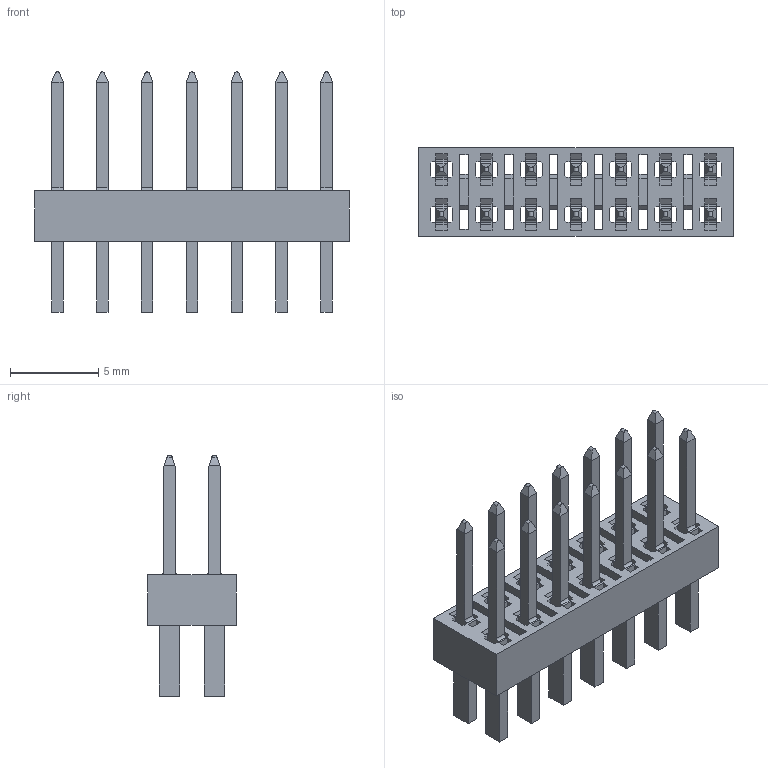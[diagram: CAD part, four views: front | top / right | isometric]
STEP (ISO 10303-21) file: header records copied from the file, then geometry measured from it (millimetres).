
FILE_DESCRIPTION(('STEP AP214'),'1');
FILE_NAME('215447-7.stp','2017-08-22T04:44:45',('TraceParts'),('TraceParts S.A.'),'Spatial InterOp 3D',' ',' ');
FILE_SCHEMA(('automotive_design'));
Length unit declared in the file: millimetre
Products named in the file (1): 215447-7
Bounding box: 17.78 x 5.03 x 13.6 mm (x, y, z)
Volume: 280.6 mm3; surface area: 1087.9 mm2
Topology: 1 solids, 1 shells, 542 faces, 1648 edges, 1080 vertices
Faces by surface type: plane 500, cylinder 42
Entity records: 18383 total; most frequent: CARTESIAN_POINT 3495, ORIENTED_EDGE 3296, DIRECTION 2762, EDGE_CURVE 1648, LINE 1564, VECTOR 1564, VERTEX_POINT 1080, AXIS2_PLACEMENT_3D 599
